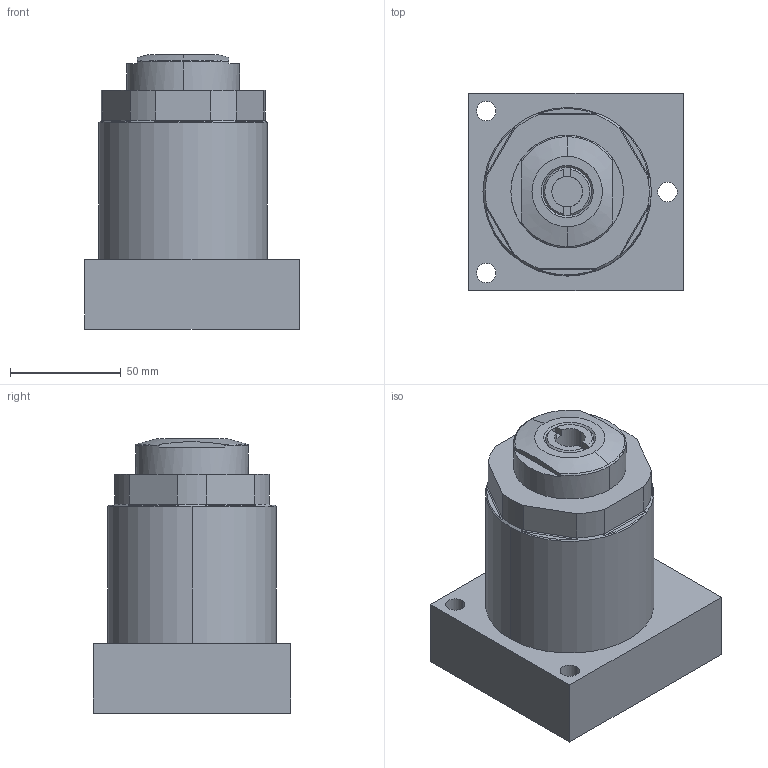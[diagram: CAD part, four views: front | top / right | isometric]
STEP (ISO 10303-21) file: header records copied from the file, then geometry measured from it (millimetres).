
FILE_DESCRIPTION((''),'2;1');
FILE_NAME('ILC10062007','2017-11-09T',('jdw'),(''),'PRO/ENGINEER BY PARAMETRIC TECHNOLOGY CORPORATION, 2013320','PRO/ENGINEER BY PARAMETRIC TECHNOLOGY CORPORATION, 2013320','');
FILE_SCHEMA(('AUTOMOTIVE_DESIGN { 1 0 10303 214 1 1 1 1 }'));
Length unit declared in the file: inch
Products named in the file (1): ILC10062007
Bounding box: 96.85 x 88.9 x 123.75 mm (x, y, z)
Volume: 629211.7 mm3; surface area: 53158.7 mm2
Topology: 1 solids, 1 shells, 87 faces, 216 edges, 136 vertices
Faces by surface type: plane 37, cylinder 32, cone 16, torus 2
Entity records: 3041 total; most frequent: CARTESIAN_POINT 700, DIRECTION 460, ORIENTED_EDGE 432, EDGE_CURVE 216, AXIS2_PLACEMENT_3D 179, VERTEX_POINT 136, COLOUR_RGB 106, VECTOR 102
